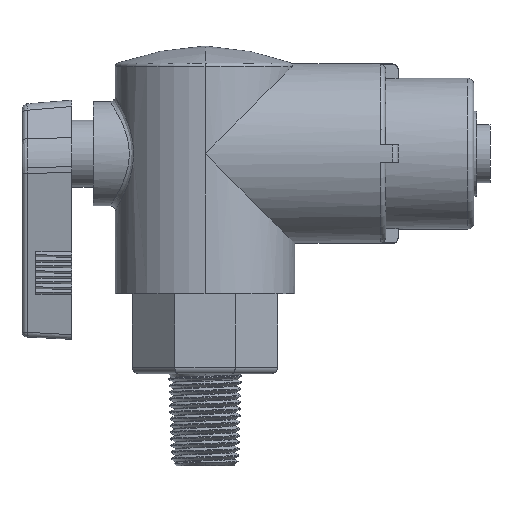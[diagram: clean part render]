
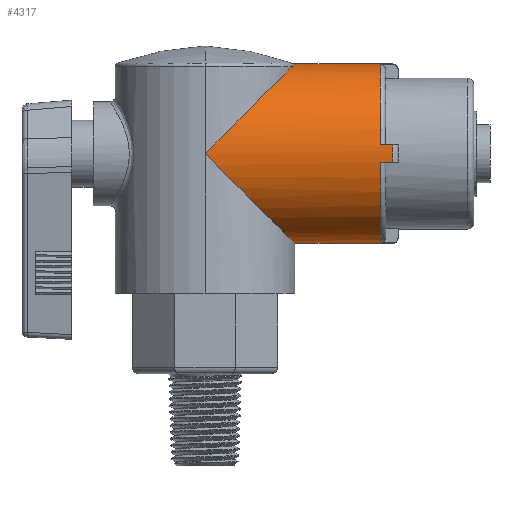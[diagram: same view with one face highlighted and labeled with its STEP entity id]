
A CAD part, left-side view. The second image highlights one B-rep face of the part: STEP entity #4317.
In plain terms, the highlighted cylindrical face has radius 12.7 mm (diameter 25.4 mm), a partial arc.
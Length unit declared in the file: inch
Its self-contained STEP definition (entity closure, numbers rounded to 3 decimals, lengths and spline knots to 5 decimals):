
#35 = CARTESIAN_POINT ( 'NONE',  ( -0.05, -0.976, -0.49749 ) ) ;
#74 = EDGE_CURVE ( 'NONE', #10229, #8002, #12356, .T. ) ;
#91 = EDGE_CURVE ( 'NONE', #12806, #11658, #2289, .T. ) ;
#430 = EDGE_CURVE ( 'NONE', #12548, #12806, #3708, .T. ) ;
#507 = CARTESIAN_POINT ( 'NONE',  ( -0.49749, -1.076, -0.05 ) ) ;
#513 = DIRECTION ( 'NONE',  ( 1., 0., 0. ) ) ;
#559 = VERTEX_POINT ( 'NONE', #1828 ) ;
#747 = EDGE_CURVE ( 'NONE', #559, #9874, #4952, .T. ) ;
#816 = CARTESIAN_POINT ( 'NONE',  ( -0.03877, -0.5, 0.5 ) ) ;
#938 = ORIENTED_EDGE ( 'NONE', *, *, #2784, .T. ) ;
#1004 = DIRECTION ( 'NONE',  ( 0., 1., 0. ) ) ;
#1023 = LINE ( 'NONE', #6446, #4138 ) ;
#1105 = ORIENTED_EDGE ( 'NONE', *, *, #3169, .F. ) ;
#1113 = AXIS2_PLACEMENT_3D ( 'NONE', #8818, #1800, #6927 ) ;
#1146 = FACE_OUTER_BOUND ( 'NONE', #12655, .T. ) ;
#1247 = AXIS2_PLACEMENT_3D ( 'NONE', #2962, #1004, #2920 ) ;
#1358 = CARTESIAN_POINT ( 'NONE',  ( 0., -1.046, 0. ) ) ;
#1393 = CIRCLE ( 'NONE', #4605, 0.5 ) ;
#1800 = DIRECTION ( 'NONE',  ( 0., 1., 0. ) ) ;
#1820 = VERTEX_POINT ( 'NONE', #4789 ) ;
#1828 = CARTESIAN_POINT ( 'NONE',  ( 0., -1.046, -0.5 ) ) ;
#2243 =( BOUNDED_CURVE ( )  B_SPLINE_CURVE ( 3, ( #3602, #816, #7803, #8784 ),
 .UNSPECIFIED., .F., .F. ) 
 B_SPLINE_CURVE_WITH_KNOTS ( ( 4, 4 ),
 ( 3.14159, 3.3737 ),
 .UNSPECIFIED. ) 
 CURVE ( )  GEOMETRIC_REPRESENTATION_ITEM ( )  RATIONAL_B_SPLINE_CURVE ( ( 1., 0.996, 0.996, 1. ) ) 
 REPRESENTATION_ITEM ( '' )  );
#2247 = VERTEX_POINT ( 'NONE', #9412 ) ;
#2272 = CARTESIAN_POINT ( 'NONE',  ( -0.11502, -0.48659, 0.48659 ) ) ;
#2289 = CIRCLE ( 'NONE', #1113, 0.5 ) ;
#2317 = CARTESIAN_POINT ( 'NONE',  ( -0.5, 0., 0. ) ) ;
#2353 = CARTESIAN_POINT ( 'NONE',  ( 0., 0., 0. ) ) ;
#2468 = CARTESIAN_POINT ( 'NONE',  ( -0.49749, -0.976, -0.05 ) ) ;
#2490 = DIRECTION ( 'NONE',  ( 0., 0., 1. ) ) ;
#2784 = EDGE_CURVE ( 'NONE', #3863, #12992, #1023, .T. ) ;
#2920 = DIRECTION ( 'NONE',  ( 0., 0., -1. ) ) ;
#2933 = VERTEX_POINT ( 'NONE', #11243 ) ;
#2962 = CARTESIAN_POINT ( 'NONE',  ( 0., -1.046, 0. ) ) ;
#3169 = EDGE_CURVE ( 'NONE', #9874, #2247, #8855, .T. ) ;
#3229 = DIRECTION ( 'NONE',  ( 0., 1., 0. ) ) ;
#3413 = CARTESIAN_POINT ( 'NONE',  ( -0.5, -0.24157, 0.24157 ) ) ;
#3530 = CARTESIAN_POINT ( 'NONE',  ( -0.05, -1.076, -0.49749 ) ) ;
#3552 = LINE ( 'NONE', #10183, #5929 ) ;
#3602 = CARTESIAN_POINT ( 'NONE',  ( 0., -0.5, 0.5 ) ) ;
#3708 = LINE ( 'NONE', #3530, #12185 ) ;
#3847 = VECTOR ( 'NONE', #6877, 39.37008 ) ;
#3863 = VERTEX_POINT ( 'NONE', #6898 ) ;
#3876 = ORIENTED_EDGE ( 'NONE', *, *, #91, .T. ) ;
#3900 = DIRECTION ( 'NONE',  ( 0., 0., -1. ) ) ;
#3995 = CIRCLE ( 'NONE', #1247, 0.5 ) ;
#4138 = VECTOR ( 'NONE', #4213, 39.37008 ) ;
#4213 = DIRECTION ( 'NONE',  ( 0., 1., 0. ) ) ;
#4317 = ADVANCED_FACE ( 'NONE', ( #1146 ), #7886, .T. ) ;
#4373 = ORIENTED_EDGE ( 'NONE', *, *, #7244, .T. ) ;
#4422 = DIRECTION ( 'NONE',  ( 0., 0., 1. ) ) ;
#4499 = AXIS2_PLACEMENT_3D ( 'NONE', #2353, #4512, #4422 ) ;
#4512 = DIRECTION ( 'NONE',  ( 0., 1., 0. ) ) ;
#4596 = CARTESIAN_POINT ( 'NONE',  ( -0.05, -0.976, 0.49749 ) ) ;
#4605 = AXIS2_PLACEMENT_3D ( 'NONE', #7199, #7594, #513 ) ;
#4777 = ORIENTED_EDGE ( 'NONE', *, *, #747, .F. ) ;
#4789 = CARTESIAN_POINT ( 'NONE',  ( -0.05, -1.046, 0.49749 ) ) ;
#4817 = ORIENTED_EDGE ( 'NONE', *, *, #10535, .T. ) ;
#4952 = LINE ( 'NONE', #8927, #3847 ) ;
#4981 = ORIENTED_EDGE ( 'NONE', *, *, #11702, .T. ) ;
#5126 = CIRCLE ( 'NONE', #9586, 0.5 ) ;
#5279 = VERTEX_POINT ( 'NONE', #8011 ) ;
#5338 = ORIENTED_EDGE ( 'NONE', *, *, #9223, .F. ) ;
#5494 = CARTESIAN_POINT ( 'NONE',  ( -0.49749, -1.046, 0.05 ) ) ;
#5629 = CARTESIAN_POINT ( 'NONE',  ( -0.49749, -1.076, 0.05 ) ) ;
#5700 = AXIS2_PLACEMENT_3D ( 'NONE', #7929, #12876, #3900 ) ;
#5929 = VECTOR ( 'NONE', #12049, 39.37008 ) ;
#6069 = ORIENTED_EDGE ( 'NONE', *, *, #11689, .F. ) ;
#6080 = CIRCLE ( 'NONE', #5700, 0.5 ) ;
#6446 = CARTESIAN_POINT ( 'NONE',  ( 0., 0., 0.5 ) ) ;
#6772 = DIRECTION ( 'NONE',  ( 0., 1., 0. ) ) ;
#6808 = EDGE_CURVE ( 'NONE', #2933, #10229, #1393, .T. ) ;
#6877 = DIRECTION ( 'NONE',  ( 0., 1., 0. ) ) ;
#6898 = CARTESIAN_POINT ( 'NONE',  ( 0., -1.046, 0.5 ) ) ;
#6927 = DIRECTION ( 'NONE',  ( 0., 0., -1. ) ) ;
#7199 = CARTESIAN_POINT ( 'NONE',  ( 0., -1.046, 0. ) ) ;
#7244 = EDGE_CURVE ( 'NONE', #5279, #2247, #9545, .T. ) ;
#7456 = CARTESIAN_POINT ( 'NONE',  ( -0.29289, -0.5, -0.5 ) ) ;
#7461 = VECTOR ( 'NONE', #7748, 39.37008 ) ;
#7520 = DIRECTION ( 'NONE',  ( 0., 1., 0. ) ) ;
#7531 = ORIENTED_EDGE ( 'NONE', *, *, #6808, .T. ) ;
#7594 = DIRECTION ( 'NONE',  ( 0., 1., 0. ) ) ;
#7748 = DIRECTION ( 'NONE',  ( 0., 1., 0. ) ) ;
#7803 = CARTESIAN_POINT ( 'NONE',  ( -0.07728, -0.49551, 0.49551 ) ) ;
#7872 = CARTESIAN_POINT ( 'NONE',  ( -0.05, -1.046, -0.49749 ) ) ;
#7886 = CYLINDRICAL_SURFACE ( 'NONE', #4499, 0.5 ) ;
#7900 = VERTEX_POINT ( 'NONE', #4596 ) ;
#7929 = CARTESIAN_POINT ( 'NONE',  ( 0., -0.976, 0. ) ) ;
#8002 = VERTEX_POINT ( 'NONE', #10773 ) ;
#8011 = CARTESIAN_POINT ( 'NONE',  ( -0.11502, -0.48659, 0.48659 ) ) ;
#8467 = EDGE_CURVE ( 'NONE', #8002, #7900, #6080, .T. ) ;
#8610 = CARTESIAN_POINT ( 'NONE',  ( 0., -0.5, -0.5 ) ) ;
#8784 = CARTESIAN_POINT ( 'NONE',  ( -0.11502, -0.48659, 0.48659 ) ) ;
#8797 = ORIENTED_EDGE ( 'NONE', *, *, #430, .T. ) ;
#8818 = CARTESIAN_POINT ( 'NONE',  ( 0., -0.976, 0. ) ) ;
#8855 =( BOUNDED_CURVE ( )  B_SPLINE_CURVE ( 3, ( #8610, #7456, #11636, #12526 ),
 .UNSPECIFIED., .F., .F. ) 
 B_SPLINE_CURVE_WITH_KNOTS ( ( 4, 4 ),
 ( 3.14159, 4.71239 ),
 .UNSPECIFIED. ) 
 CURVE ( )  GEOMETRIC_REPRESENTATION_ITEM ( )  RATIONAL_B_SPLINE_CURVE ( ( 1., 0.805, 0.805, 1. ) ) 
 REPRESENTATION_ITEM ( '' )  );
#8927 = CARTESIAN_POINT ( 'NONE',  ( 0., 0., -0.5 ) ) ;
#8972 = EDGE_CURVE ( 'NONE', #559, #12548, #5126, .T. ) ;
#9020 = VECTOR ( 'NONE', #6772, 39.37008 ) ;
#9223 = EDGE_CURVE ( 'NONE', #1820, #7900, #3552, .T. ) ;
#9267 = ORIENTED_EDGE ( 'NONE', *, *, #8972, .T. ) ;
#9412 = CARTESIAN_POINT ( 'NONE',  ( -0.5, 0., 0. ) ) ;
#9545 =( BOUNDED_CURVE ( )  B_SPLINE_CURVE ( 3, ( #2272, #12340, #3413, #2317 ),
 .UNSPECIFIED., .F., .F. ) 
 B_SPLINE_CURVE_WITH_KNOTS ( ( 4, 4 ),
 ( 3.3737, 4.71239 ),
 .UNSPECIFIED. ) 
 CURVE ( )  GEOMETRIC_REPRESENTATION_ITEM ( )  RATIONAL_B_SPLINE_CURVE ( ( 1., 0.856, 0.856, 1. ) ) 
 REPRESENTATION_ITEM ( '' )  );
#9586 = AXIS2_PLACEMENT_3D ( 'NONE', #1358, #3229, #2490 ) ;
#9874 = VERTEX_POINT ( 'NONE', #9909 ) ;
#9909 = CARTESIAN_POINT ( 'NONE',  ( 0., -0.5, -0.5 ) ) ;
#9921 = ORIENTED_EDGE ( 'NONE', *, *, #74, .T. ) ;
#10183 = CARTESIAN_POINT ( 'NONE',  ( -0.05, -1.076, 0.49749 ) ) ;
#10229 = VERTEX_POINT ( 'NONE', #5494 ) ;
#10332 = CARTESIAN_POINT ( 'NONE',  ( 0., -0.5, 0.5 ) ) ;
#10535 = EDGE_CURVE ( 'NONE', #1820, #3863, #3995, .T. ) ;
#10773 = CARTESIAN_POINT ( 'NONE',  ( -0.49749, -0.976, 0.05 ) ) ;
#11243 = CARTESIAN_POINT ( 'NONE',  ( -0.49749, -1.046, -0.05 ) ) ;
#11518 = LINE ( 'NONE', #507, #9020 ) ;
#11636 = CARTESIAN_POINT ( 'NONE',  ( -0.5, -0.29289, -0.29289 ) ) ;
#11658 = VERTEX_POINT ( 'NONE', #2468 ) ;
#11689 = EDGE_CURVE ( 'NONE', #2933, #11658, #11518, .T. ) ;
#11702 = EDGE_CURVE ( 'NONE', #12992, #5279, #2243, .T. ) ;
#12049 = DIRECTION ( 'NONE',  ( 0., 1., 0. ) ) ;
#12185 = VECTOR ( 'NONE', #7520, 39.37008 ) ;
#12340 = CARTESIAN_POINT ( 'NONE',  ( -0.35011, -0.43102, 0.43102 ) ) ;
#12356 = LINE ( 'NONE', #5629, #7461 ) ;
#12469 = ORIENTED_EDGE ( 'NONE', *, *, #8467, .T. ) ;
#12526 = CARTESIAN_POINT ( 'NONE',  ( -0.5, 0., 0. ) ) ;
#12548 = VERTEX_POINT ( 'NONE', #7872 ) ;
#12655 = EDGE_LOOP ( 'NONE', ( #4777, #9267, #8797, #3876, #6069, #7531, #9921, #12469, #5338, #4817, #938, #4981, #4373, #1105 ) ) ;
#12806 = VERTEX_POINT ( 'NONE', #35 ) ;
#12876 = DIRECTION ( 'NONE',  ( 0., 1., 0. ) ) ;
#12992 = VERTEX_POINT ( 'NONE', #10332 ) ;
